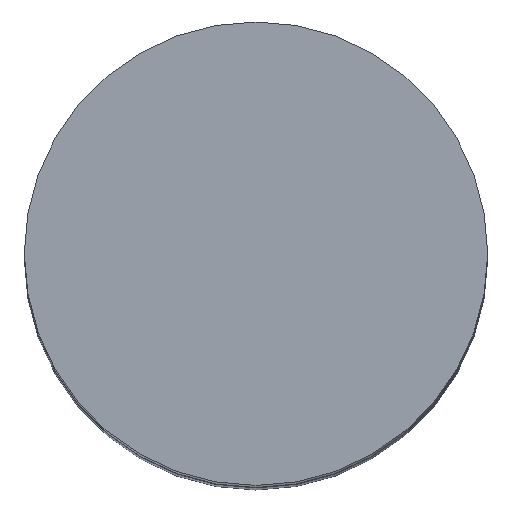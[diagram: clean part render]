
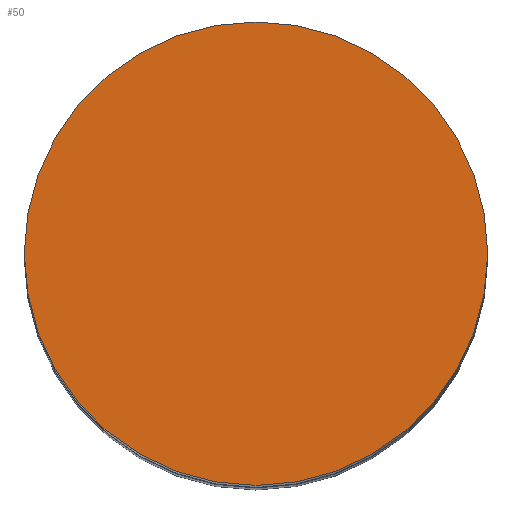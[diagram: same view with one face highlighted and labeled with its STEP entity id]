
A CAD part, top view. The second image highlights one B-rep face of the part: STEP entity #50.
In plain terms, the highlighted planar face has unit normal (0, 0, 1).
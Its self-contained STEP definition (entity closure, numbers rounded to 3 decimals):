
#39=PLANE('',#396);
#44=FACE_OUTER_BOUND('',#87,.T.);
#50=ADVANCED_FACE('',(#44),#39,.F.);
#87=EDGE_LOOP('',(#112));
#112=ORIENTED_EDGE('',*,*,#155,.F.);
#142=VERTEX_POINT('',#540);
#155=EDGE_CURVE('',#142,#142,#166,.T.);
#166=CIRCLE('',#395,10.);
#395=AXIS2_PLACEMENT_3D('',#539,#456,#457);
#396=AXIS2_PLACEMENT_3D('',#541,#458,#459);
#456=DIRECTION('',(0.,0.,-1.));
#457=DIRECTION('',(-1.,0.,0.));
#458=DIRECTION('',(0.,0.,-1.));
#459=DIRECTION('',(-1.,0.,0.));
#539=CARTESIAN_POINT('',(0.,0.,114.));
#540=CARTESIAN_POINT('',(-10.,0.,114.));
#541=CARTESIAN_POINT('',(0.,0.,114.));
